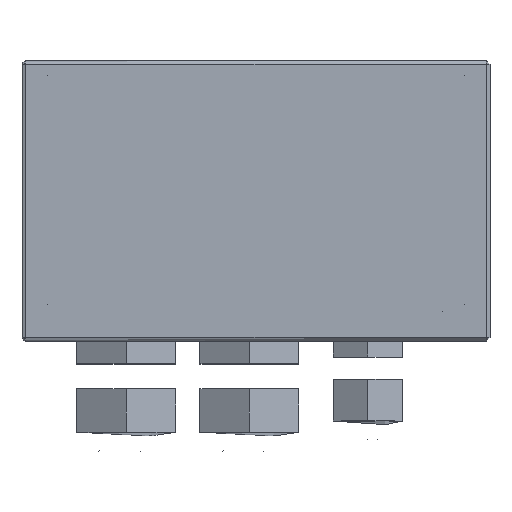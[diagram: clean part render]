
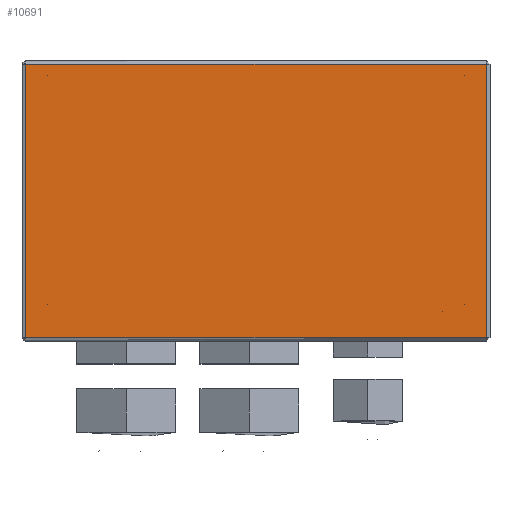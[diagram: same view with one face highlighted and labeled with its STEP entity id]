
A CAD part, top view. The second image highlights one B-rep face of the part: STEP entity #10691.
In plain terms, the highlighted planar face has unit normal (0, 0, 1).
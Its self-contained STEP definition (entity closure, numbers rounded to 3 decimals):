
#1332=(
BOUNDED_CURVE()
B_SPLINE_CURVE(3,(#65616,#65617,#65618,#65619),.UNSPECIFIED.,.F.,.F.)
B_SPLINE_CURVE_WITH_KNOTS((4,4),(0.,124.8),.UNSPECIFIED.)
CURVE()
GEOMETRIC_REPRESENTATION_ITEM()
RATIONAL_B_SPLINE_CURVE((1.,1.,1.,1.))
REPRESENTATION_ITEM('')
);
#1338=(
BOUNDED_CURVE()
B_SPLINE_CURVE(3,(#65635,#65636,#65637,#65638),.UNSPECIFIED.,.F.,.F.)
B_SPLINE_CURVE_WITH_KNOTS((4,4),(0.,74.),.UNSPECIFIED.)
CURVE()
GEOMETRIC_REPRESENTATION_ITEM()
RATIONAL_B_SPLINE_CURVE((1.,1.,1.,1.))
REPRESENTATION_ITEM('')
);
#1341=(
BOUNDED_CURVE()
B_SPLINE_CURVE(3,(#65645,#65646,#65647,#65648),.UNSPECIFIED.,.F.,.F.)
B_SPLINE_CURVE_WITH_KNOTS((4,4),(0.,124.8),.UNSPECIFIED.)
CURVE()
GEOMETRIC_REPRESENTATION_ITEM()
RATIONAL_B_SPLINE_CURVE((1.,1.,1.,1.))
REPRESENTATION_ITEM('')
);
#1345=(
BOUNDED_CURVE()
B_SPLINE_CURVE(3,(#65658,#65659,#65660,#65661),.UNSPECIFIED.,.F.,.F.)
B_SPLINE_CURVE_WITH_KNOTS((4,4),(0.,74.),.UNSPECIFIED.)
CURVE()
GEOMETRIC_REPRESENTATION_ITEM()
RATIONAL_B_SPLINE_CURVE((1.,1.,1.,1.))
REPRESENTATION_ITEM('')
);
#1346=(
BOUNDED_CURVE()
B_SPLINE_CURVE(2,(#65662,#65663,#65664,#65665,#65666,#65667,#65668,#65669,
#65670,#65671,#65672,#65673,#65674,#65675,#65676,#65677,#65678),
 .UNSPECIFIED.,.T.,.F.)
B_SPLINE_CURVE_WITH_KNOTS((3,2,2,2,2,2,2,2,3),(-323.723,-222.923,
-221.392,-163.392,-161.861,-61.061,
-59.531,-1.531,0.),.UNSPECIFIED.)
CURVE()
GEOMETRIC_REPRESENTATION_ITEM()
RATIONAL_B_SPLINE_CURVE((1.,1.,1.,0.707,1.,1.,1.,0.707,
1.,1.,1.,0.707,1.,1.,1.,0.707,1.))
REPRESENTATION_ITEM('')
);
#1664=FACE_BOUND('',#13424,.T.);
#1665=FACE_BOUND('',#13425,.T.);
#1666=FACE_BOUND('',#13426,.T.);
#1667=FACE_BOUND('',#13427,.T.);
#1668=FACE_BOUND('',#13428,.T.);
#10691=ADVANCED_FACE('',(#11987,#1664,#1665,#1666,#1667,#1668),#33078,.T.);
#11987=FACE_OUTER_BOUND('',#13423,.T.);
#13423=EDGE_LOOP('',(#19563,#19564,#19565,#19566));
#13424=EDGE_LOOP('',(#19567));
#13425=EDGE_LOOP('',(#19568));
#13426=EDGE_LOOP('',(#19569));
#13427=EDGE_LOOP('',(#19570));
#13428=EDGE_LOOP('',(#19571));
#19563=ORIENTED_EDGE('',*,*,#24245,.F.);
#19564=ORIENTED_EDGE('',*,*,#24251,.F.);
#19565=ORIENTED_EDGE('',*,*,#24254,.F.);
#19566=ORIENTED_EDGE('',*,*,#24258,.F.);
#19567=ORIENTED_EDGE('',*,*,#24259,.T.);
#19568=ORIENTED_EDGE('',*,*,#24266,.T.);
#19569=ORIENTED_EDGE('',*,*,#24267,.T.);
#19570=ORIENTED_EDGE('',*,*,#24268,.T.);
#19571=ORIENTED_EDGE('',*,*,#24269,.T.);
#24245=EDGE_CURVE('',#32116,#32117,#1332,.T.);
#24251=EDGE_CURVE('',#32120,#32116,#1338,.T.);
#24254=EDGE_CURVE('',#32122,#32120,#1341,.T.);
#24258=EDGE_CURVE('',#32117,#32122,#1345,.T.);
#24259=EDGE_CURVE('',#32123,#32123,#1346,.T.);
#24266=EDGE_CURVE('',#32130,#32130,#28220,.T.);
#24267=EDGE_CURVE('',#32131,#32131,#28221,.T.);
#24268=EDGE_CURVE('',#32132,#32132,#28222,.T.);
#24269=EDGE_CURVE('',#32129,#32129,#28223,.T.);
#28220=B_SPLINE_CURVE_WITH_KNOTS('',3,(#65738,#65739,#65740,#65741,#65742,
#65743,#65744,#65745,#65746,#65747),.UNSPECIFIED.,.T.,.F.,(4,2,2,2,4),(-18.847,
-14.135,-9.425,-4.712,0.),.UNSPECIFIED.);
#28221=B_SPLINE_CURVE_WITH_KNOTS('',3,(#65748,#65749,#65750,#65751,#65752,
#65753,#65754,#65755,#65756,#65757),.UNSPECIFIED.,.T.,.F.,(4,2,2,2,4),(-18.847,
-14.135,-9.425,-4.712,0.),.UNSPECIFIED.);
#28222=B_SPLINE_CURVE_WITH_KNOTS('',3,(#65758,#65759,#65760,#65761,#65762,
#65763,#65764,#65765,#65766,#65767),.UNSPECIFIED.,.T.,.F.,(4,2,2,2,4),(-18.847,
-14.135,-9.425,-4.712,0.),.UNSPECIFIED.);
#28223=B_SPLINE_CURVE_WITH_KNOTS('',3,(#65768,#65769,#65770,#65771,#65772,
#65773,#65774,#65775,#65776,#65777),.UNSPECIFIED.,.T.,.F.,(4,2,2,2,4),(-18.847,
-14.135,-9.425,-4.712,0.),.UNSPECIFIED.);
#32116=VERTEX_POINT('',#65115);
#32117=VERTEX_POINT('',#65116);
#32120=VERTEX_POINT('',#65119);
#32122=VERTEX_POINT('',#65121);
#32123=VERTEX_POINT('',#65122);
#32129=VERTEX_POINT('',#65128);
#32130=VERTEX_POINT('',#65129);
#32131=VERTEX_POINT('',#65130);
#32132=VERTEX_POINT('',#65131);
#33078=PLANE('',#34309);
#34309=AXIS2_PLACEMENT_3D('',#63953,#35530,$);
#35530=DIRECTION('',(0.,0.,1.));
#63953=CARTESIAN_POINT('',(-2.967,-37.26,30.287));
#65115=CARTESIAN_POINT('',(-1.967,37.74,30.287));
#65116=CARTESIAN_POINT('',(122.833,37.74,30.287));
#65119=CARTESIAN_POINT('',(-1.967,-36.26,30.287));
#65121=CARTESIAN_POINT('',(122.833,-36.26,30.287));
#65122=CARTESIAN_POINT('',(110.833,-29.26,30.287));
#65128=CARTESIAN_POINT('',(4.032,-27.249,30.287));
#65129=CARTESIAN_POINT('',(116.832,-27.249,30.287));
#65130=CARTESIAN_POINT('',(116.832,34.751,30.287));
#65131=CARTESIAN_POINT('',(4.032,34.751,30.287));
#65616=CARTESIAN_POINT('',(-1.967,37.74,30.287));
#65617=CARTESIAN_POINT('',(39.633,37.74,30.287));
#65618=CARTESIAN_POINT('',(81.233,37.74,30.287));
#65619=CARTESIAN_POINT('',(122.833,37.74,30.287));
#65635=CARTESIAN_POINT('',(-1.967,-36.26,30.287));
#65636=CARTESIAN_POINT('',(-1.967,-11.593,30.287));
#65637=CARTESIAN_POINT('',(-1.967,13.073,30.287));
#65638=CARTESIAN_POINT('',(-1.967,37.74,30.287));
#65645=CARTESIAN_POINT('',(122.833,-36.26,30.287));
#65646=CARTESIAN_POINT('',(81.233,-36.26,30.287));
#65647=CARTESIAN_POINT('',(39.633,-36.26,30.287));
#65648=CARTESIAN_POINT('',(-1.967,-36.26,30.287));
#65658=CARTESIAN_POINT('',(122.833,37.74,30.287));
#65659=CARTESIAN_POINT('',(122.833,13.073,30.287));
#65660=CARTESIAN_POINT('',(122.833,-11.593,30.287));
#65661=CARTESIAN_POINT('',(122.833,-36.26,30.287));
#65662=CARTESIAN_POINT('',(110.833,-29.26,30.287));
#65663=CARTESIAN_POINT('',(60.433,-29.26,30.287));
#65664=CARTESIAN_POINT('',(10.033,-29.26,30.287));
#65665=CARTESIAN_POINT('',(9.033,-29.26,30.287));
#65666=CARTESIAN_POINT('',(9.033,-28.26,30.287));
#65667=CARTESIAN_POINT('',(9.033,0.74,30.287));
#65668=CARTESIAN_POINT('',(9.033,29.74,30.287));
#65669=CARTESIAN_POINT('',(9.033,30.74,30.287));
#65670=CARTESIAN_POINT('',(10.033,30.74,30.287));
#65671=CARTESIAN_POINT('',(60.433,30.74,30.287));
#65672=CARTESIAN_POINT('',(110.833,30.74,30.287));
#65673=CARTESIAN_POINT('',(111.833,30.74,30.287));
#65674=CARTESIAN_POINT('',(111.833,29.74,30.287));
#65675=CARTESIAN_POINT('',(111.833,0.74,30.287));
#65676=CARTESIAN_POINT('',(111.833,-28.26,30.287));
#65677=CARTESIAN_POINT('',(111.833,-29.26,30.287));
#65678=CARTESIAN_POINT('',(110.833,-29.26,30.287));
#65738=CARTESIAN_POINT('',(116.832,-27.249,30.287));
#65739=CARTESIAN_POINT('',(118.489,-27.249,30.287));
#65740=CARTESIAN_POINT('',(119.832,-28.593,30.287));
#65741=CARTESIAN_POINT('',(119.832,-31.906,30.287));
#65742=CARTESIAN_POINT('',(118.49,-33.249,30.287));
#65743=CARTESIAN_POINT('',(115.176,-33.25,30.287));
#65744=CARTESIAN_POINT('',(113.832,-31.907,30.287));
#65745=CARTESIAN_POINT('',(113.832,-28.593,30.287));
#65746=CARTESIAN_POINT('',(115.175,-27.249,30.287));
#65747=CARTESIAN_POINT('',(116.832,-27.249,30.287));
#65748=CARTESIAN_POINT('',(116.832,34.751,30.287));
#65749=CARTESIAN_POINT('',(118.489,34.751,30.287));
#65750=CARTESIAN_POINT('',(119.832,33.407,30.287));
#65751=CARTESIAN_POINT('',(119.832,30.094,30.287));
#65752=CARTESIAN_POINT('',(118.49,28.751,30.287));
#65753=CARTESIAN_POINT('',(115.176,28.75,30.287));
#65754=CARTESIAN_POINT('',(113.832,30.093,30.287));
#65755=CARTESIAN_POINT('',(113.832,33.407,30.287));
#65756=CARTESIAN_POINT('',(115.175,34.751,30.287));
#65757=CARTESIAN_POINT('',(116.832,34.751,30.287));
#65758=CARTESIAN_POINT('',(4.032,34.751,30.287));
#65759=CARTESIAN_POINT('',(5.689,34.751,30.287));
#65760=CARTESIAN_POINT('',(7.032,33.407,30.287));
#65761=CARTESIAN_POINT('',(7.032,30.094,30.287));
#65762=CARTESIAN_POINT('',(5.69,28.751,30.287));
#65763=CARTESIAN_POINT('',(2.376,28.75,30.287));
#65764=CARTESIAN_POINT('',(1.032,30.093,30.287));
#65765=CARTESIAN_POINT('',(1.032,33.407,30.287));
#65766=CARTESIAN_POINT('',(2.375,34.751,30.287));
#65767=CARTESIAN_POINT('',(4.032,34.751,30.287));
#65768=CARTESIAN_POINT('',(4.032,-27.249,30.287));
#65769=CARTESIAN_POINT('',(5.689,-27.249,30.287));
#65770=CARTESIAN_POINT('',(7.032,-28.593,30.287));
#65771=CARTESIAN_POINT('',(7.032,-31.906,30.287));
#65772=CARTESIAN_POINT('',(5.69,-33.249,30.287));
#65773=CARTESIAN_POINT('',(2.376,-33.25,30.287));
#65774=CARTESIAN_POINT('',(1.032,-31.907,30.287));
#65775=CARTESIAN_POINT('',(1.032,-28.593,30.287));
#65776=CARTESIAN_POINT('',(2.375,-27.249,30.287));
#65777=CARTESIAN_POINT('',(4.032,-27.249,30.287));
